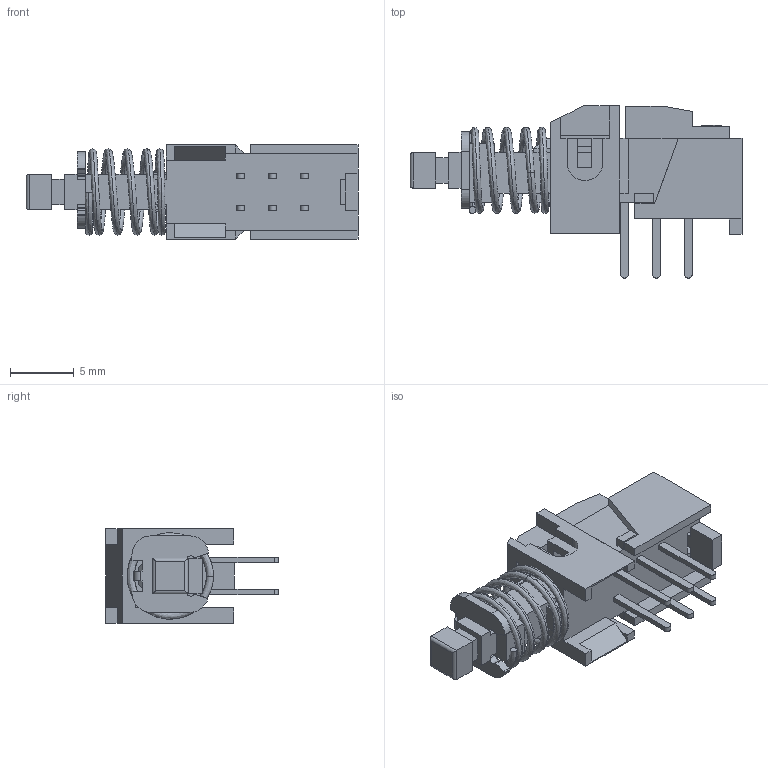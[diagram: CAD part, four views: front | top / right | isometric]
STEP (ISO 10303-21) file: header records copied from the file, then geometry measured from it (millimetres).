
FILE_DESCRIPTION((''),'2;1');
FILE_NAME('PHB2UOATS1A_SW0003_PRT','2017-03-06T',('jtrepler'),(''),'PRO/ENGINEER BY PARAMETRIC TECHNOLOGY CORPORATION, 2011410','PRO/ENGINEER BY PARAMETRIC TECHNOLOGY CORPORATION, 2011410','');
FILE_SCHEMA(('AUTOMOTIVE_DESIGN_CC2 { 1 2 10303 214 -1 1 5 2 }'));
Length unit declared in the file: inch
Products named in the file (1): PHB2UOATS1A_SW0003_PRT
Bounding box: 26 x 13.5 x 7.42 mm (x, y, z)
Volume: 634.3 mm3; surface area: 1547 mm2
Topology: 1 solids, 1 shells, 326 faces, 952 edges, 620 vertices
Faces by surface type: plane 266, cylinder 32, extrusion 22, bspline 6
Entity records: 13978 total; most frequent: CARTESIAN_POINT 5417, ORIENTED_EDGE 1904, DIRECTION 1539, EDGE_CURVE 952, VECTOR 823, LINE 801, VERTEX_POINT 620, AXIS2_PLACEMENT_3D 358
